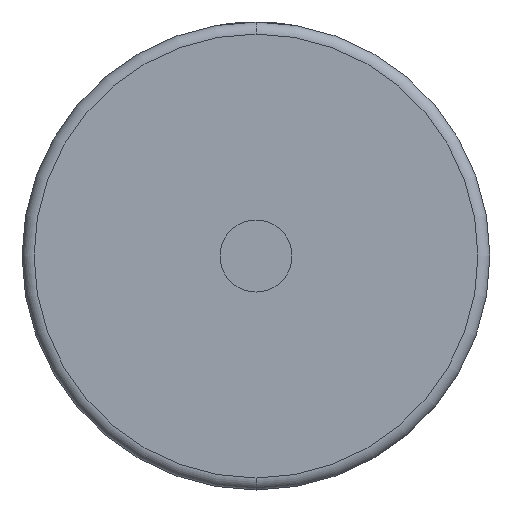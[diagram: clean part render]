
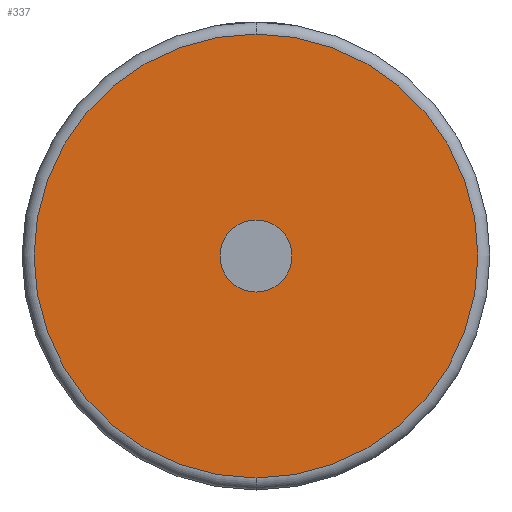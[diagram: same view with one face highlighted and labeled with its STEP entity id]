
A CAD part, front view. The second image highlights one B-rep face of the part: STEP entity #337.
In plain terms, the highlighted planar face has unit normal (0, -1, 0).
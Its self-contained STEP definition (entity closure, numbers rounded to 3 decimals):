
#225 = CIRCLE ( 'NONE', #377, 6. ) ;
#240 = EDGE_CURVE ( 'NONE', #390, #1905, #612, .T. ) ;
#275 = CARTESIAN_POINT ( 'NONE',  ( 0., 0., -6. ) ) ;
#327 = EDGE_LOOP ( 'NONE', ( #3312, #1998 ) ) ;
#337 = ADVANCED_FACE ( 'NONE', ( #889, #3108 ), #2834, .F. ) ;
#377 = AXIS2_PLACEMENT_3D ( 'NONE', #1221, #3202, #1189 ) ;
#390 = VERTEX_POINT ( 'NONE', #275 ) ;
#558 = CARTESIAN_POINT ( 'NONE',  ( 0., 0., 0. ) ) ;
#612 = CIRCLE ( 'NONE', #3749, 6. ) ;
#841 = CARTESIAN_POINT ( 'NONE',  ( 0., 0., 0. ) ) ;
#889 = FACE_OUTER_BOUND ( 'NONE', #327, .T. ) ;
#1095 = DIRECTION ( 'NONE',  ( 0., -1., 0. ) ) ;
#1124 = CIRCLE ( 'NONE', #3560, 37. ) ;
#1128 = DIRECTION ( 'NONE',  ( 0., 0., 1. ) ) ;
#1176 = CARTESIAN_POINT ( 'NONE',  ( 0., 0., 37. ) ) ;
#1189 = DIRECTION ( 'NONE',  ( 0., 0., 1. ) ) ;
#1221 = CARTESIAN_POINT ( 'NONE',  ( 0., 0., 0. ) ) ;
#1438 = AXIS2_PLACEMENT_3D ( 'NONE', #2092, #1527, #2132 ) ;
#1527 = DIRECTION ( 'NONE',  ( 0., -1., 0. ) ) ;
#1670 = ORIENTED_EDGE ( 'NONE', *, *, #240, .F. ) ;
#1690 = DIRECTION ( 'NONE',  ( 0., 0., 1. ) ) ;
#1758 = ORIENTED_EDGE ( 'NONE', *, *, #2165, .F. ) ;
#1875 = CARTESIAN_POINT ( 'NONE',  ( 0., 0., 6. ) ) ;
#1905 = VERTEX_POINT ( 'NONE', #1875 ) ;
#1995 = VERTEX_POINT ( 'NONE', #3649 ) ;
#1998 = ORIENTED_EDGE ( 'NONE', *, *, #3265, .T. ) ;
#2006 = VERTEX_POINT ( 'NONE', #1176 ) ;
#2017 = CARTESIAN_POINT ( 'NONE',  ( 0., 0., 0. ) ) ;
#2092 = CARTESIAN_POINT ( 'NONE',  ( 0., 0., 0. ) ) ;
#2132 = DIRECTION ( 'NONE',  ( 0., 0., 1. ) ) ;
#2165 = EDGE_CURVE ( 'NONE', #1905, #390, #225, .T. ) ;
#2280 = EDGE_LOOP ( 'NONE', ( #1758, #1670 ) ) ;
#2333 = EDGE_CURVE ( 'NONE', #2006, #1995, #1124, .T. ) ;
#2834 = PLANE ( 'NONE',  #2916 ) ;
#2881 = DIRECTION ( 'NONE',  ( 0., 1., 0. ) ) ;
#2916 = AXIS2_PLACEMENT_3D ( 'NONE', #2017, #2881, #3180 ) ;
#2980 = CIRCLE ( 'NONE', #1438, 37. ) ;
#3095 = DIRECTION ( 'NONE',  ( 0., -1., 0. ) ) ;
#3108 = FACE_BOUND ( 'NONE', #2280, .T. ) ;
#3180 = DIRECTION ( 'NONE',  ( 0., 0., 1. ) ) ;
#3202 = DIRECTION ( 'NONE',  ( 0., -1., 0. ) ) ;
#3265 = EDGE_CURVE ( 'NONE', #1995, #2006, #2980, .T. ) ;
#3312 = ORIENTED_EDGE ( 'NONE', *, *, #2333, .T. ) ;
#3560 = AXIS2_PLACEMENT_3D ( 'NONE', #558, #3095, #1690 ) ;
#3649 = CARTESIAN_POINT ( 'NONE',  ( 0., 0., -37. ) ) ;
#3749 = AXIS2_PLACEMENT_3D ( 'NONE', #841, #1095, #1128 ) ;
